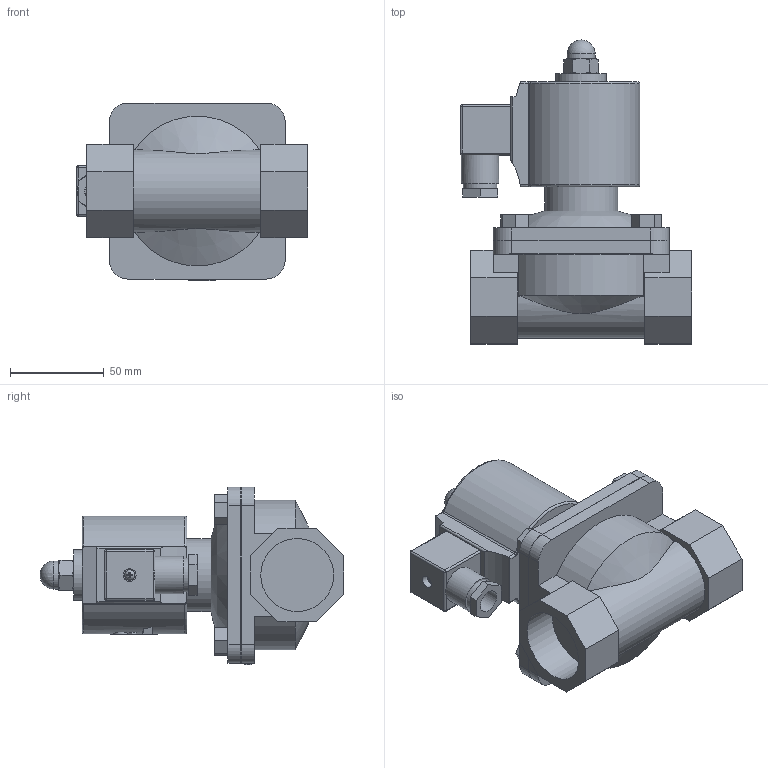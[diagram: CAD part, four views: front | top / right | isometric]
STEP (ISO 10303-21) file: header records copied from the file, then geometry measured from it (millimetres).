
FILE_DESCRIPTION(/* description */ ('СК-11-32'),/* implementation_level */ '2;1');
FILE_NAME(/* name */ 'СК-11-32.stp',/* time_stamp */ '2023-02-10T12:12:02+03:00',/* author */ ('Tech'),/* organization */ (''),/* preprocessor_version */ 'ST-DEVELOPER v18.1',/* originating_system */ 'Autodesk Inventor 2021',/* authorisation */ '');
FILE_SCHEMA (('AUTOMOTIVE_DESIGN { 1 0 10303 214 3 1 1 }'));
Length unit declared in the file: millimetre
Products named in the file (1): СК-11-32
Bounding box: 123.5 x 162.45 x 95 mm (x, y, z)
Volume: 597338.6 mm3; surface area: 87458.2 mm2
Topology: 8 solids, 8 shells, 349 faces, 900 edges, 596 vertices
Faces by surface type: plane 215, cylinder 97, cone 20, torus 9, sphere 7, bspline 1
Full cylindrical faces by diameter (mm): 2.584 x1, 3 x2, 4.5 x1, 5.115 x1, 5.5 x3, 6.8 x1, 8.376 x1, 10 x2, 10.5 x1, 12 x1, 12.3 x1, 15 x1, 16.7 x1, 18 x1, 20 x3, 21 x1, 27 x1, 38.952 x2, 39 x1
Entity records: 11103 total; most frequent: CARTESIAN_POINT 2383, DIRECTION 1824, ORIENTED_EDGE 1790, EDGE_CURVE 895, AXIS2_PLACEMENT_3D 658, VERTEX_POINT 596, LINE 508, VECTOR 508
